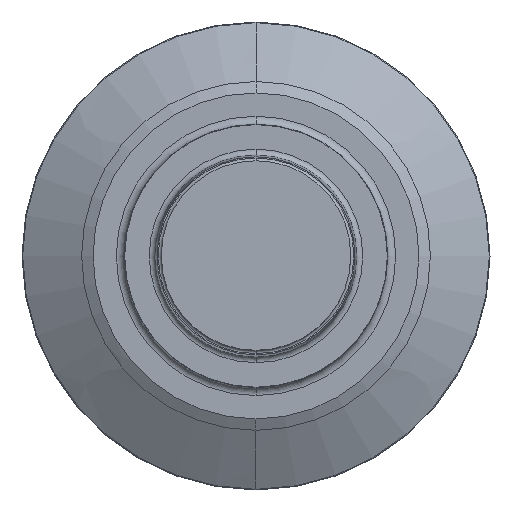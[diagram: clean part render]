
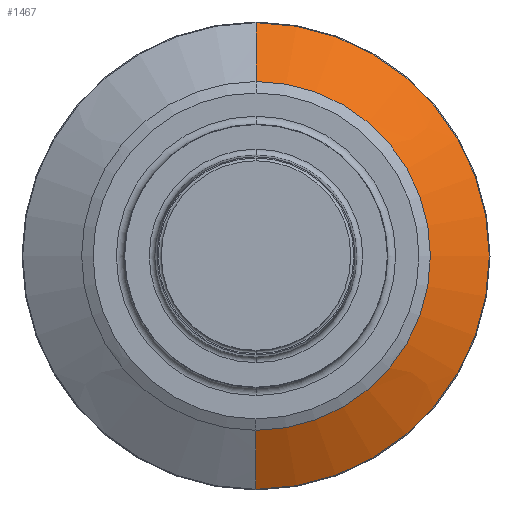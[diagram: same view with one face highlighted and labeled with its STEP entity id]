
A CAD part, top view. The second image highlights one B-rep face of the part: STEP entity #1467.
In plain terms, the highlighted free-form (B-spline) face has degree [3, 3] with [4, 4] control points.
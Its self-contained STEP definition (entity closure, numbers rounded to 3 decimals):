
#1301=CARTESIAN_POINT('',(0.,-143.05,
262.208));
#1302=DIRECTION('',(1.,0.,0.));
#1303=DIRECTION('',(0.,0.495,-0.869));
#1304=AXIS2_PLACEMENT_3D('',#1301,#1302,#1303);
#1309=CARTESIAN_POINT('',(0.,143.05,
262.208));
#1310=DIRECTION('',(-1.,0.,0.));
#1311=DIRECTION('',(0.,-0.495,-0.869));
#1312=AXIS2_PLACEMENT_3D('',#1309,#1310,#1311);
#1317=CARTESIAN_POINT('',(0.,0.,0.588));
#1318=DIRECTION('',(0.,0.,1.));
#1319=DIRECTION('',(0.,1.,0.));
#1320=AXIS2_PLACEMENT_3D('',#1317,#1318,#1319);
#1357=CARTESIAN_POINT('',(0.,0.,1.722));
#1358=DIRECTION('',(0.,0.,1.));
#1359=DIRECTION('',(0.,1.,0.));
#1360=AXIS2_PLACEMENT_3D('',#1357,#1358,#1359);
#1396=CARTESIAN_POINT('',(0.,5.85,0.588));
#1398=VERTEX_POINT('',#1396);
#1399=CARTESIAN_POINT('',(0.,7.826,1.722));
#1400=VERTEX_POINT('',#1399);
#1404=CARTESIAN_POINT('',(0.,-5.85,0.588));
#1406=VERTEX_POINT('',#1404);
#1407=CARTESIAN_POINT('',(0.,-7.826,1.722));
#1408=VERTEX_POINT('',#1407);
#1441=CARTESIAN_POINT('',(0.,-7.826,1.722));
#1442=CARTESIAN_POINT('',(0.,-7.169,1.341));
#1443=CARTESIAN_POINT('',(0.,-6.51,0.963));
#1444=CARTESIAN_POINT('',(0.,-5.85,0.588));
#1445=CARTESIAN_POINT('',(-15.651,-7.826,
1.722));
#1446=CARTESIAN_POINT('',(-14.337,-7.169,
1.341));
#1447=CARTESIAN_POINT('',(-13.02,-6.51,
0.963));
#1448=CARTESIAN_POINT('',(-11.7,-5.85,
0.588));
#1449=CARTESIAN_POINT('',(-15.651,7.826,1.722));
#1450=CARTESIAN_POINT('',(-14.337,7.169,1.341));
#1451=CARTESIAN_POINT('',(-13.02,6.51,
0.963));
#1452=CARTESIAN_POINT('',(-11.7,5.85,
0.588));
#1453=CARTESIAN_POINT('',(0.,7.826,1.722));
#1454=CARTESIAN_POINT('',(0.,7.169,1.341));
#1455=CARTESIAN_POINT('',(0.,6.51,0.963));
#1456=CARTESIAN_POINT('',(0.,5.85,0.588));
#1457=(BOUNDED_SURFACE()B_SPLINE_SURFACE(3,3,((#1441,#1442,#1443,#1444),(#1445,
#1446,#1447,#1448),(#1449,#1450,#1451,#1452),(#1453,#1454,#1455,#1456)),
.UNSPECIFIED.,.F.,.F.,.F.)B_SPLINE_SURFACE_WITH_KNOTS((4,4),(4,4),(0.,1.),(
0.,1.),.UNSPECIFIED.)GEOMETRIC_REPRESENTATION_ITEM()RATIONAL_B_SPLINE_SURFACE(((2.,2.,2.,2.),(
0.667,0.667,0.667,0.667),(
0.667,0.667,0.667,0.667),(
2.,2.,2.,2.)))REPRESENTATION_ITEM('')SURFACE());
#1459=ORIENTED_EDGE('',*,*,#1458,.T.);
#1461=ORIENTED_EDGE('',*,*,#1460,.T.);
#1463=ORIENTED_EDGE('',*,*,#1462,.F.);
#1464=ORIENTED_EDGE('',*,*,#1433,.F.);
#1465=EDGE_LOOP('',(#1459,#1461,#1463,#1464));
#1466=FACE_OUTER_BOUND('',#1465,.F.);
#1467=ADVANCED_FACE('',(#1466),#1457,.T.);
#1305=CIRCLE('',#1304,301.026);
#1313=CIRCLE('',#1312,301.026);
#1321=CIRCLE('',#1320,5.85);
#1361=CIRCLE('',#1360,7.826);
#1433=EDGE_CURVE('',#1398,#1406,#1321,.T.);
#1458=EDGE_CURVE('',#1398,#1400,#1305,.T.);
#1460=EDGE_CURVE('',#1400,#1408,#1361,.T.);
#1462=EDGE_CURVE('',#1406,#1408,#1313,.T.);
